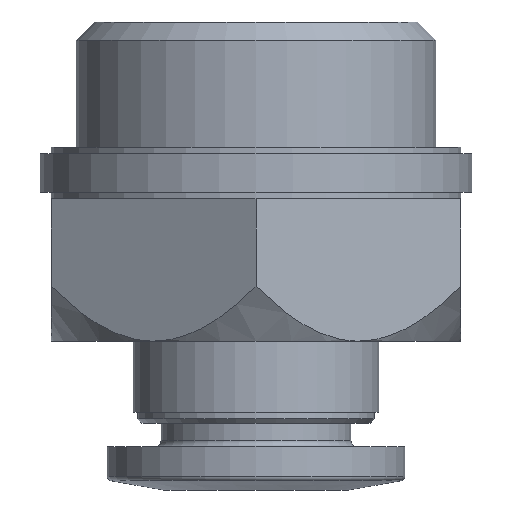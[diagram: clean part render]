
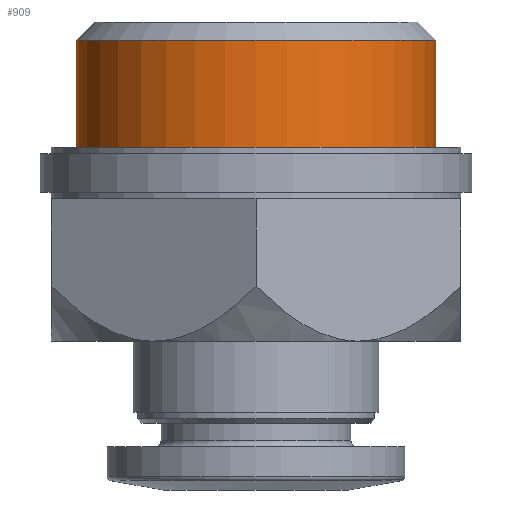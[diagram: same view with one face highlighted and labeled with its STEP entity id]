
A CAD part, front view. The second image highlights one B-rep face of the part: STEP entity #909.
In plain terms, the highlighted cylindrical face has radius 8.331 mm (diameter 16.662 mm), a full revolution.
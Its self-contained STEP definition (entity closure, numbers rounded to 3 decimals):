
#63=CYLINDRICAL_SURFACE('',#981,8.331);
#112=CIRCLE('',#980,8.331);
#113=CIRCLE('',#982,8.331);
#218=ORIENTED_EDGE('',*,*,#320,.F.);
#219=ORIENTED_EDGE('',*,*,#319,.T.);
#319=EDGE_CURVE('',#376,#376,#112,.T.);
#320=EDGE_CURVE('',#377,#377,#113,.T.);
#376=VERTEX_POINT('',#1373);
#377=VERTEX_POINT('',#1376);
#441=EDGE_LOOP('',(#218));
#442=EDGE_LOOP('',(#219));
#515=FACE_BOUND('',#441,.T.);
#516=FACE_BOUND('',#442,.T.);
#909=ADVANCED_FACE('',(#515,#516),#63,.T.);
#980=AXIS2_PLACEMENT_3D('',#1372,#1131,#1132);
#981=AXIS2_PLACEMENT_3D('',#1374,#1133,#1134);
#982=AXIS2_PLACEMENT_3D('',#1375,#1135,#1136);
#1131=DIRECTION('',(0.,0.,-1.));
#1132=DIRECTION('',(-1.,0.,0.));
#1133=DIRECTION('',(0.,0.,-1.));
#1134=DIRECTION('',(-1.,0.,0.));
#1135=DIRECTION('',(0.,0.,-1.));
#1136=DIRECTION('',(-1.,0.,0.));
#1372=CARTESIAN_POINT('',(0.,0.,4.944));
#1373=CARTESIAN_POINT('',(-8.331,0.,4.944));
#1374=CARTESIAN_POINT('',(0.,0.,0.));
#1375=CARTESIAN_POINT('',(0.,0.,0.));
#1376=CARTESIAN_POINT('',(-8.331,0.,0.));
